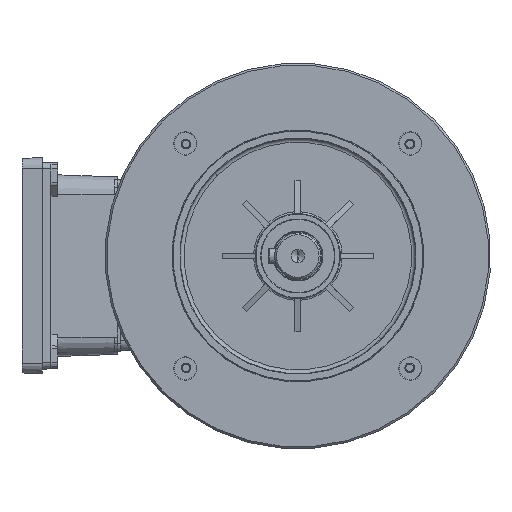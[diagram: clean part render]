
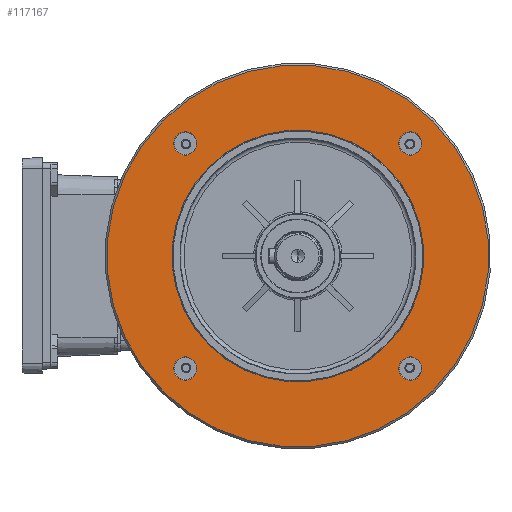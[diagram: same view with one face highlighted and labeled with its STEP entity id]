
A CAD part, left-side view. The second image highlights one B-rep face of the part: STEP entity #117167.
In plain terms, the highlighted face is planar.
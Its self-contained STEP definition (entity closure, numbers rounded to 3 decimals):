
#58 = FACE_BOUND ( 'NONE', #96783, .T. ) ;
#1166 = EDGE_CURVE ( 'NONE', #10171, #73756, #126540, .T. ) ;
#1482 = ORIENTED_EDGE ( 'NONE', *, *, #85239, .T. ) ;
#1770 = VERTEX_POINT ( 'NONE', #59234 ) ;
#3726 = DIRECTION ( 'NONE',  ( 0., 0., -1. ) ) ;
#4643 = DIRECTION ( 'NONE',  ( 0., 0., -1. ) ) ;
#5677 = CARTESIAN_POINT ( 'NONE',  ( 3., -82.5, 0. ) ) ;
#7283 = CARTESIAN_POINT ( 'NONE',  ( 3., 0., -76.5 ) ) ;
#9626 = PLANE ( 'NONE',  #13523 ) ;
#9708 = EDGE_CURVE ( 'NONE', #126627, #124798, #23620, .T. ) ;
#10171 = VERTEX_POINT ( 'NONE', #107682 ) ;
#12049 = DIRECTION ( 'NONE',  ( -1., 0., 0. ) ) ;
#12240 = EDGE_LOOP ( 'NONE', ( #74774, #50736 ) ) ;
#13452 = DIRECTION ( 'NONE',  ( 0., 0., -1. ) ) ;
#13523 = AXIS2_PLACEMENT_3D ( 'NONE', #81417, #51334, #124429 ) ;
#14202 = CARTESIAN_POINT ( 'NONE',  ( 3., -82.5, -6. ) ) ;
#18219 = CIRCLE ( 'NONE', #64118, 6. ) ;
#18453 = ORIENTED_EDGE ( 'NONE', *, *, #128664, .T. ) ;
#21078 = VERTEX_POINT ( 'NONE', #110203 ) ;
#21610 = EDGE_CURVE ( 'NONE', #21078, #67046, #124441, .T. ) ;
#21820 = CARTESIAN_POINT ( 'NONE',  ( 3., 0., 65.25 ) ) ;
#22235 = CARTESIAN_POINT ( 'NONE',  ( 3., -82.5, 0. ) ) ;
#23229 = DIRECTION ( 'NONE',  ( -1., 0., 0. ) ) ;
#23362 = DIRECTION ( 'NONE',  ( -1., 0., 0. ) ) ;
#23620 = CIRCLE ( 'NONE', #130647, 65.25 ) ;
#23710 = CARTESIAN_POINT ( 'NONE',  ( 3., 0., -82.5 ) ) ;
#24074 = CIRCLE ( 'NONE', #45824, 65.25 ) ;
#28047 = EDGE_CURVE ( 'NONE', #97245, #85037, #53350, .T. ) ;
#31062 = VERTEX_POINT ( 'NONE', #7283 ) ;
#32138 = DIRECTION ( 'NONE',  ( 0., 0., -1. ) ) ;
#33957 = CARTESIAN_POINT ( 'NONE',  ( 3., 82.5, 0. ) ) ;
#34508 = EDGE_CURVE ( 'NONE', #107348, #131185, #59736, .T. ) ;
#35979 = ORIENTED_EDGE ( 'NONE', *, *, #83939, .T. ) ;
#36209 = CARTESIAN_POINT ( 'NONE',  ( 3., 0., 0. ) ) ;
#38698 = CIRCLE ( 'NONE', #99805, 6. ) ;
#42276 = CIRCLE ( 'NONE', #48822, 6. ) ;
#42785 = DIRECTION ( 'NONE',  ( 1., 0., 0. ) ) ;
#43012 = CARTESIAN_POINT ( 'NONE',  ( 3., 0., 82.5 ) ) ;
#43894 = ORIENTED_EDGE ( 'NONE', *, *, #21610, .T. ) ;
#44701 = EDGE_CURVE ( 'NONE', #131185, #107348, #113725, .T. ) ;
#45802 = DIRECTION ( 'NONE',  ( -1., 0., 0. ) ) ;
#45824 = AXIS2_PLACEMENT_3D ( 'NONE', #36209, #45802, #120268 ) ;
#47682 = ORIENTED_EDGE ( 'NONE', *, *, #72636, .T. ) ;
#48711 = DIRECTION ( 'NONE',  ( 0., 0., -1. ) ) ;
#48822 = AXIS2_PLACEMENT_3D ( 'NONE', #23710, #65429, #13452 ) ;
#50736 = ORIENTED_EDGE ( 'NONE', *, *, #34508, .T. ) ;
#51042 = AXIS2_PLACEMENT_3D ( 'NONE', #94371, #23229, #32138 ) ;
#51268 = CIRCLE ( 'NONE', #123238, 99. ) ;
#51334 = DIRECTION ( 'NONE',  ( 1., 0., 0. ) ) ;
#52820 = DIRECTION ( 'NONE',  ( 0., 0., -1. ) ) ;
#53350 = CIRCLE ( 'NONE', #129679, 6. ) ;
#59234 = CARTESIAN_POINT ( 'NONE',  ( 3., 0., -88.5 ) ) ;
#59736 = CIRCLE ( 'NONE', #51042, 6. ) ;
#64098 = CARTESIAN_POINT ( 'NONE',  ( 3., 0., 88.5 ) ) ;
#64118 = AXIS2_PLACEMENT_3D ( 'NONE', #5677, #80169, #48711 ) ;
#65429 = DIRECTION ( 'NONE',  ( -1., 0., 0. ) ) ;
#65731 = AXIS2_PLACEMENT_3D ( 'NONE', #43012, #102536, #125038 ) ;
#67046 = VERTEX_POINT ( 'NONE', #101753 ) ;
#67614 = AXIS2_PLACEMENT_3D ( 'NONE', #115003, #23362, #52820 ) ;
#69592 = CARTESIAN_POINT ( 'NONE',  ( 3., 0., -65.25 ) ) ;
#71248 = EDGE_LOOP ( 'NONE', ( #43894, #1482 ) ) ;
#71841 = FACE_BOUND ( 'NONE', #81141, .T. ) ;
#72636 = EDGE_CURVE ( 'NONE', #31062, #1770, #38698, .T. ) ;
#73756 = VERTEX_POINT ( 'NONE', #75116 ) ;
#74313 = CARTESIAN_POINT ( 'NONE',  ( 3., -82.5, 6. ) ) ;
#74774 = ORIENTED_EDGE ( 'NONE', *, *, #44701, .T. ) ;
#75116 = CARTESIAN_POINT ( 'NONE',  ( 3., 82.5, -6. ) ) ;
#75488 = ORIENTED_EDGE ( 'NONE', *, *, #105245, .T. ) ;
#80169 = DIRECTION ( 'NONE',  ( -1., 0., 0. ) ) ;
#81141 = EDGE_LOOP ( 'NONE', ( #18453, #127038 ) ) ;
#81417 = CARTESIAN_POINT ( 'NONE',  ( 3., 100., 0. ) ) ;
#82786 = FACE_BOUND ( 'NONE', #12240, .T. ) ;
#83939 = EDGE_CURVE ( 'NONE', #1770, #31062, #42276, .T. ) ;
#84515 = CARTESIAN_POINT ( 'NONE',  ( 3., 0., 0. ) ) ;
#85037 = VERTEX_POINT ( 'NONE', #14202 ) ;
#85239 = EDGE_CURVE ( 'NONE', #67046, #21078, #51268, .T. ) ;
#85873 = CARTESIAN_POINT ( 'NONE',  ( 3., 0., 0. ) ) ;
#91115 = EDGE_LOOP ( 'NONE', ( #113930, #102682 ) ) ;
#94371 = CARTESIAN_POINT ( 'NONE',  ( 3., 0., 82.5 ) ) ;
#96106 = AXIS2_PLACEMENT_3D ( 'NONE', #85873, #126876, #127537 ) ;
#96783 = EDGE_LOOP ( 'NONE', ( #35979, #47682 ) ) ;
#97245 = VERTEX_POINT ( 'NONE', #74313 ) ;
#97376 = DIRECTION ( 'NONE',  ( -1., 0., 0. ) ) ;
#99805 = AXIS2_PLACEMENT_3D ( 'NONE', #115263, #12049, #134396 ) ;
#101753 = CARTESIAN_POINT ( 'NONE',  ( 3., 0., -99. ) ) ;
#102536 = DIRECTION ( 'NONE',  ( -1., 0., 0. ) ) ;
#102682 = ORIENTED_EDGE ( 'NONE', *, *, #113279, .T. ) ;
#103253 = FACE_BOUND ( 'NONE', #91115, .T. ) ;
#105245 = EDGE_CURVE ( 'NONE', #73756, #10171, #112682, .T. ) ;
#107348 = VERTEX_POINT ( 'NONE', #64098 ) ;
#107682 = CARTESIAN_POINT ( 'NONE',  ( 3., 82.5, 6. ) ) ;
#108800 = EDGE_LOOP ( 'NONE', ( #75488, #122471 ) ) ;
#110203 = CARTESIAN_POINT ( 'NONE',  ( 3., 0., 99. ) ) ;
#111480 = FACE_OUTER_BOUND ( 'NONE', #71248, .T. ) ;
#112682 = CIRCLE ( 'NONE', #125835, 6. ) ;
#113279 = EDGE_CURVE ( 'NONE', #124798, #126627, #24074, .T. ) ;
#113520 = FACE_BOUND ( 'NONE', #108800, .T. ) ;
#113725 = CIRCLE ( 'NONE', #65731, 6. ) ;
#113930 = ORIENTED_EDGE ( 'NONE', *, *, #9708, .T. ) ;
#115003 = CARTESIAN_POINT ( 'NONE',  ( 3., 82.5, 0. ) ) ;
#115263 = CARTESIAN_POINT ( 'NONE',  ( 3., 0., -82.5 ) ) ;
#117167 = ADVANCED_FACE ( 'NONE', ( #71841, #58, #113520, #82786, #103253, #111480 ), #9626, .T. ) ;
#117315 = DIRECTION ( 'NONE',  ( 0., 0., -1. ) ) ;
#119429 = DIRECTION ( 'NONE',  ( -1., 0., 0. ) ) ;
#120268 = DIRECTION ( 'NONE',  ( 0., 0., -1. ) ) ;
#122471 = ORIENTED_EDGE ( 'NONE', *, *, #1166, .T. ) ;
#123238 = AXIS2_PLACEMENT_3D ( 'NONE', #84515, #42785, #124808 ) ;
#124429 = DIRECTION ( 'NONE',  ( 0., 0., -1. ) ) ;
#124441 = CIRCLE ( 'NONE', #96106, 99. ) ;
#124798 = VERTEX_POINT ( 'NONE', #69592 ) ;
#124808 = DIRECTION ( 'NONE',  ( 0., 0., -1. ) ) ;
#125038 = DIRECTION ( 'NONE',  ( 0., 0., -1. ) ) ;
#125775 = CARTESIAN_POINT ( 'NONE',  ( 3., 0., 76.5 ) ) ;
#125835 = AXIS2_PLACEMENT_3D ( 'NONE', #33957, #127571, #117315 ) ;
#126540 = CIRCLE ( 'NONE', #67614, 6. ) ;
#126627 = VERTEX_POINT ( 'NONE', #21820 ) ;
#126876 = DIRECTION ( 'NONE',  ( 1., 0., 0. ) ) ;
#127038 = ORIENTED_EDGE ( 'NONE', *, *, #28047, .T. ) ;
#127537 = DIRECTION ( 'NONE',  ( 0., 0., -1. ) ) ;
#127571 = DIRECTION ( 'NONE',  ( -1., 0., 0. ) ) ;
#128352 = CARTESIAN_POINT ( 'NONE',  ( 3., 0., 0. ) ) ;
#128664 = EDGE_CURVE ( 'NONE', #85037, #97245, #18219, .T. ) ;
#129679 = AXIS2_PLACEMENT_3D ( 'NONE', #22235, #97376, #3726 ) ;
#130647 = AXIS2_PLACEMENT_3D ( 'NONE', #128352, #119429, #4643 ) ;
#131185 = VERTEX_POINT ( 'NONE', #125775 ) ;
#134396 = DIRECTION ( 'NONE',  ( 0., 0., -1. ) ) ;
